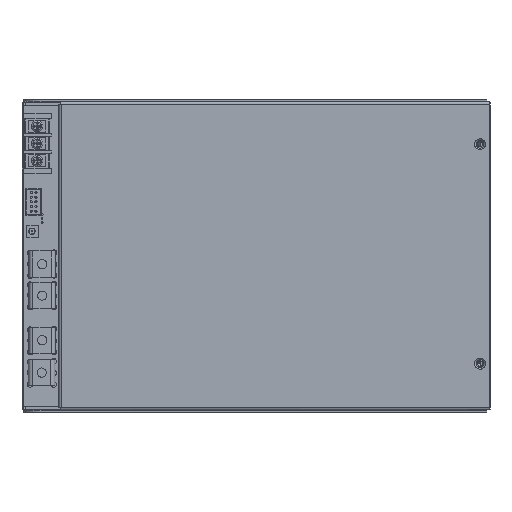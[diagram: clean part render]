
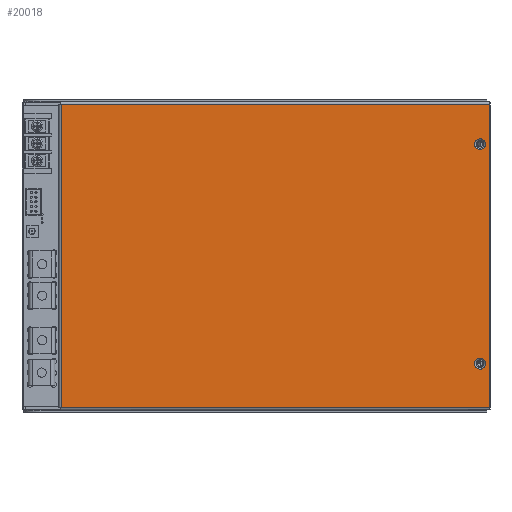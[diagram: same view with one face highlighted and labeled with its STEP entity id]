
A CAD part, top view. The second image highlights one B-rep face of the part: STEP entity #20018.
In plain terms, the highlighted planar face has unit normal (0, 0, 1).
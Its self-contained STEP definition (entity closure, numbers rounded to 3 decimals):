
#319 = DIRECTION ( 'NONE',  ( 1., 0., 0. ) ) ;
#1123 = VECTOR ( 'NONE', #6003, 1000. ) ;
#2378 = CARTESIAN_POINT ( 'NONE',  ( 229.589, -22.716, 0. ) ) ;
#3566 = ORIENTED_EDGE ( 'NONE', *, *, #9999, .T. ) ;
#4626 = VERTEX_POINT ( 'NONE', #16290 ) ;
#6003 = DIRECTION ( 'NONE',  ( -1., 0., 0. ) ) ;
#6074 = AXIS2_PLACEMENT_3D ( 'NONE', #22117, #41595, #30312 ) ;
#6427 = ORIENTED_EDGE ( 'NONE', *, *, #23832, .F. ) ;
#7492 = FACE_OUTER_BOUND ( 'NONE', #10254, .T. ) ;
#7897 = DIRECTION ( 'NONE',  ( 1., 0., 0. ) ) ;
#8025 = ORIENTED_EDGE ( 'NONE', *, *, #46563, .T. ) ;
#9841 = LINE ( 'NONE', #14472, #1123 ) ;
#9973 = VERTEX_POINT ( 'NONE', #16618 ) ;
#9999 = EDGE_CURVE ( 'NONE', #19722, #41692, #43811, .T. ) ;
#10254 = EDGE_LOOP ( 'NONE', ( #31696, #8025, #3566, #38209 ) ) ;
#10281 = DIRECTION ( 'NONE',  ( 1., 0., 0. ) ) ;
#11326 = AXIS2_PLACEMENT_3D ( 'NONE', #2378, #14662, #10281 ) ;
#11604 = FACE_BOUND ( 'NONE', #14794, .T. ) ;
#11805 = CIRCLE ( 'NONE', #27361, 3. ) ;
#12050 = VERTEX_POINT ( 'NONE', #39392 ) ;
#12192 = DIRECTION ( 'NONE',  ( 0., -1., 0. ) ) ;
#14472 = CARTESIAN_POINT ( 'NONE',  ( 235., -0.737, 0. ) ) ;
#14662 = DIRECTION ( 'NONE',  ( 0., 0., 1. ) ) ;
#14794 = EDGE_LOOP ( 'NONE', ( #33785, #43506 ) ) ;
#15547 = LINE ( 'NONE', #31160, #44949 ) ;
#16290 = CARTESIAN_POINT ( 'NONE',  ( 232.589, -22.716, 0. ) ) ;
#16618 = CARTESIAN_POINT ( 'NONE',  ( 0.737, -0.737, 0. ) ) ;
#18541 = AXIS2_PLACEMENT_3D ( 'NONE', #42617, #38247, #37997 ) ;
#19722 = VERTEX_POINT ( 'NONE', #24485 ) ;
#20018 = ADVANCED_FACE ( 'NONE', ( #22626, #11604, #7492 ), #49574, .T. ) ;
#22117 = CARTESIAN_POINT ( 'NONE',  ( 229.589, -142.716, 0. ) ) ;
#22160 = CARTESIAN_POINT ( 'NONE',  ( 235., 0., 0. ) ) ;
#22626 = FACE_BOUND ( 'NONE', #22943, .T. ) ;
#22943 = EDGE_LOOP ( 'NONE', ( #38220, #6427 ) ) ;
#23003 = DIRECTION ( 'NONE',  ( 1., 0., 0. ) ) ;
#23123 = CARTESIAN_POINT ( 'NONE',  ( 226.589, -142.716, 0. ) ) ;
#23170 = EDGE_CURVE ( 'NONE', #24326, #50066, #33043, .T. ) ;
#23832 = EDGE_CURVE ( 'NONE', #50066, #24326, #28215, .T. ) ;
#24295 = CARTESIAN_POINT ( 'NONE',  ( 0., -166.663, 0. ) ) ;
#24326 = VERTEX_POINT ( 'NONE', #25514 ) ;
#24485 = CARTESIAN_POINT ( 'NONE',  ( 0.737, -166.663, 0. ) ) ;
#25514 = CARTESIAN_POINT ( 'NONE',  ( 232.589, -142.716, 0. ) ) ;
#26007 = LINE ( 'NONE', #22160, #33748 ) ;
#27361 = AXIS2_PLACEMENT_3D ( 'NONE', #47973, #36419, #319 ) ;
#28215 = CIRCLE ( 'NONE', #6074, 3. ) ;
#28350 = EDGE_CURVE ( 'NONE', #12050, #4626, #33429, .T. ) ;
#30312 = DIRECTION ( 'NONE',  ( 1., 0., 0. ) ) ;
#31160 = CARTESIAN_POINT ( 'NONE',  ( 0.737, -0.737, 0. ) ) ;
#31696 = ORIENTED_EDGE ( 'NONE', *, *, #48522, .T. ) ;
#33043 = CIRCLE ( 'NONE', #38811, 3. ) ;
#33429 = CIRCLE ( 'NONE', #11326, 3. ) ;
#33748 = VECTOR ( 'NONE', #37786, 1000. ) ;
#33785 = ORIENTED_EDGE ( 'NONE', *, *, #50232, .F. ) ;
#35952 = EDGE_CURVE ( 'NONE', #41692, #50582, #26007, .T. ) ;
#36419 = DIRECTION ( 'NONE',  ( 0., 0., 1. ) ) ;
#37786 = DIRECTION ( 'NONE',  ( 0., 1., 0. ) ) ;
#37997 = DIRECTION ( 'NONE',  ( 1., 0., 0. ) ) ;
#38209 = ORIENTED_EDGE ( 'NONE', *, *, #35952, .T. ) ;
#38220 = ORIENTED_EDGE ( 'NONE', *, *, #23170, .F. ) ;
#38247 = DIRECTION ( 'NONE',  ( 0., 0., 1. ) ) ;
#38697 = CARTESIAN_POINT ( 'NONE',  ( 235., -0.737, 0. ) ) ;
#38811 = AXIS2_PLACEMENT_3D ( 'NONE', #50724, #43765, #23003 ) ;
#39392 = CARTESIAN_POINT ( 'NONE',  ( 226.589, -22.716, 0. ) ) ;
#41595 = DIRECTION ( 'NONE',  ( 0., 0., 1. ) ) ;
#41692 = VERTEX_POINT ( 'NONE', #47049 ) ;
#42617 = CARTESIAN_POINT ( 'NONE',  ( 0., 0., 0. ) ) ;
#43506 = ORIENTED_EDGE ( 'NONE', *, *, #28350, .F. ) ;
#43765 = DIRECTION ( 'NONE',  ( 0., 0., 1. ) ) ;
#43811 = LINE ( 'NONE', #24295, #46326 ) ;
#44949 = VECTOR ( 'NONE', #12192, 1000. ) ;
#46326 = VECTOR ( 'NONE', #7897, 1000. ) ;
#46563 = EDGE_CURVE ( 'NONE', #9973, #19722, #15547, .T. ) ;
#47049 = CARTESIAN_POINT ( 'NONE',  ( 235., -166.663, 0. ) ) ;
#47973 = CARTESIAN_POINT ( 'NONE',  ( 229.589, -22.716, 0. ) ) ;
#48522 = EDGE_CURVE ( 'NONE', #50582, #9973, #9841, .T. ) ;
#49574 = PLANE ( 'NONE',  #18541 ) ;
#50066 = VERTEX_POINT ( 'NONE', #23123 ) ;
#50232 = EDGE_CURVE ( 'NONE', #4626, #12050, #11805, .T. ) ;
#50582 = VERTEX_POINT ( 'NONE', #38697 ) ;
#50724 = CARTESIAN_POINT ( 'NONE',  ( 229.589, -142.716, 0. ) ) ;
